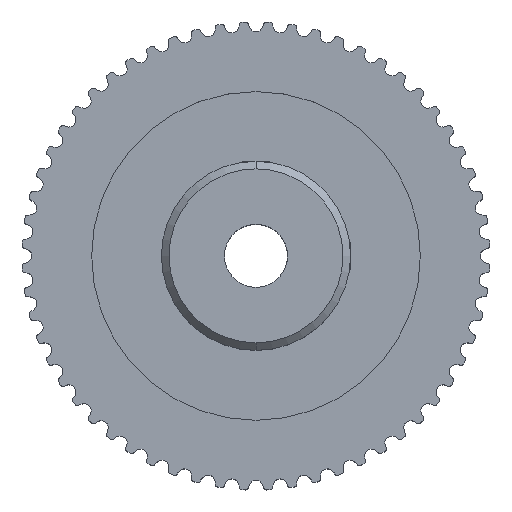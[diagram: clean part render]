
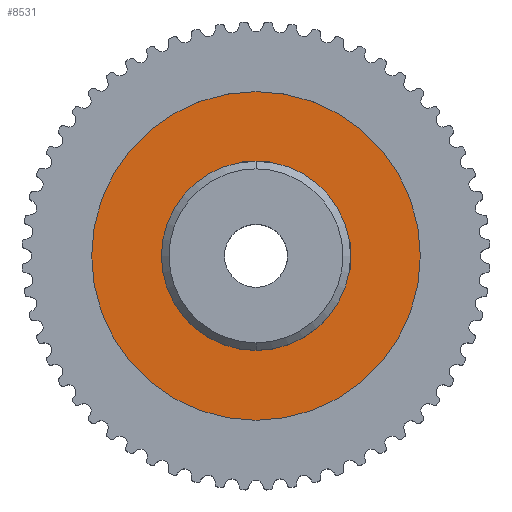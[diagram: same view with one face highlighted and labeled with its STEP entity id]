
A CAD part, top view. The second image highlights one B-rep face of the part: STEP entity #8531.
In plain terms, the highlighted planar face has unit normal (0, 0, 1).
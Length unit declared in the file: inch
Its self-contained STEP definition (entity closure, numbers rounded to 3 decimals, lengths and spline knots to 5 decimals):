
#2014=CARTESIAN_POINT('',(0.,0.,0.1378));
#2015=DIRECTION('',(0.,0.,1.));
#2016=DIRECTION('',(0.,1.,0.));
#2017=AXIS2_PLACEMENT_3D('',#2014,#2015,#2016);
#2019=CARTESIAN_POINT('',(0.,0.,0.1378));
#2020=DIRECTION('',(0.,0.,-1.));
#2021=DIRECTION('',(0.,1.,0.));
#2022=AXIS2_PLACEMENT_3D('',#2019,#2020,#2021);
#2028=CARTESIAN_POINT('',(0.,0.,0.1378));
#2029=DIRECTION('',(0.,0.,-1.));
#2030=DIRECTION('',(0.,1.,0.));
#2031=AXIS2_PLACEMENT_3D('',#2028,#2029,#2030);
#5587=CARTESIAN_POINT('',(0.,0.,0.1378));
#5588=DIRECTION('',(0.,0.,1.));
#5589=DIRECTION('',(0.,1.,0.));
#5590=AXIS2_PLACEMENT_3D('',#5587,#5588,#5589);
#6872=CARTESIAN_POINT('',(0.,0.75,0.1378));
#6873=CARTESIAN_POINT('',(0.,-0.75,0.1378));
#6874=VERTEX_POINT('',#6872);
#6875=VERTEX_POINT('',#6873);
#6876=CARTESIAN_POINT('',(0.,1.30375,0.1378));
#6877=CARTESIAN_POINT('',(0.,-1.30375,0.1378));
#6878=VERTEX_POINT('',#6876);
#6879=VERTEX_POINT('',#6877);
#8516=CARTESIAN_POINT('',(0.,0.,0.1378));
#8517=DIRECTION('',(0.,0.,1.));
#8518=DIRECTION('',(0.,1.,0.));
#8519=AXIS2_PLACEMENT_3D('',#8516,#8517,#8518);
#8520=PLANE('',#8519);
#8522=ORIENTED_EDGE('',*,*,#8521,.T.);
#8524=ORIENTED_EDGE('',*,*,#8523,.F.);
#8525=EDGE_LOOP('',(#8522,#8524));
#8526=FACE_OUTER_BOUND('',#8525,.F.);
#8527=ORIENTED_EDGE('',*,*,#8507,.T.);
#8528=ORIENTED_EDGE('',*,*,#8340,.F.);
#8529=EDGE_LOOP('',(#8527,#8528));
#8530=FACE_BOUND('',#8529,.F.);
#2018=CIRCLE('',#2017,0.75);
#2023=CIRCLE('',#2022,0.75);
#2032=CIRCLE('',#2031,1.30375);
#5591=CIRCLE('',#5590,1.30375);
#8340=EDGE_CURVE('',#6874,#6875,#2023,.T.);
#8507=EDGE_CURVE('',#6874,#6875,#2018,.T.);
#8521=EDGE_CURVE('',#6878,#6879,#2032,.T.);
#8523=EDGE_CURVE('',#6878,#6879,#5591,.T.);
#8531=ADVANCED_FACE('',(#8526,#8530),#8520,.T.);
